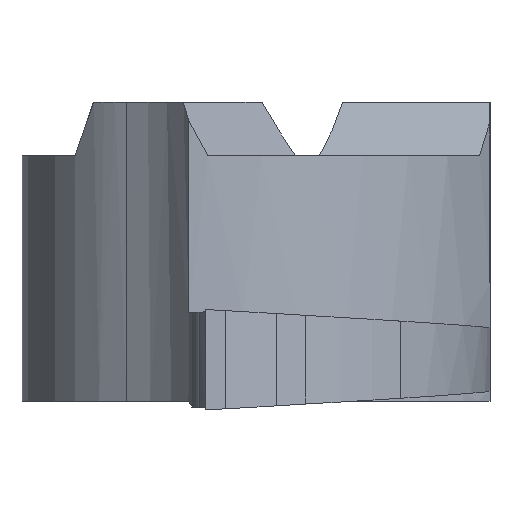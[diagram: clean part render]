
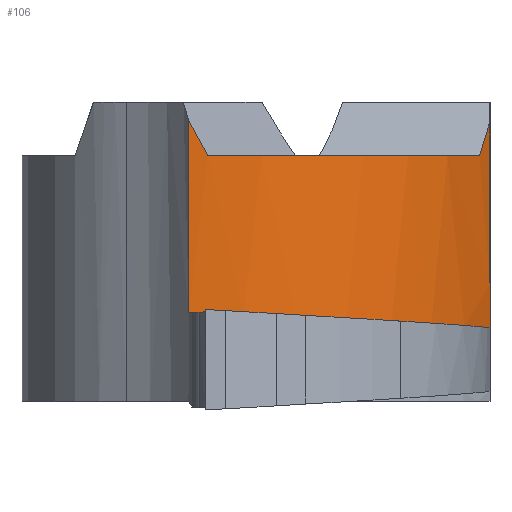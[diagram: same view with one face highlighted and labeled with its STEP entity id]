
A CAD part, left-side view. The second image highlights one B-rep face of the part: STEP entity #106.
In plain terms, the highlighted free-form (B-spline) face has degree [1, 3] with [2, 4] control points.
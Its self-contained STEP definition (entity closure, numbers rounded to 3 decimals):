
#65=(
BOUNDED_SURFACE()
B_SPLINE_SURFACE(1,3,((#1504,#1505,#1506,#1507),(#1508,#1509,#1510,#1511)),
 .UNSPECIFIED.,.F.,.F.,.F.)
B_SPLINE_SURFACE_WITH_KNOTS((2,2),(4,4),(0.,1.),(0.,1.),.UNSPECIFIED.)
GEOMETRIC_REPRESENTATION_ITEM()
RATIONAL_B_SPLINE_SURFACE(((1.,0.89,0.89,1.),
(1.,0.89,0.89,1.)))
REPRESENTATION_ITEM('')
SURFACE()
);
#106=ADVANCED_FACE('',(#164),#65,.F.);
#164=FACE_OUTER_BOUND('',#208,.T.);
#208=EDGE_LOOP('',(#504,#505,#506,#507,#508,#509,#510));
#504=ORIENTED_EDGE('',*,*,#682,.T.);
#505=ORIENTED_EDGE('',*,*,#676,.F.);
#506=ORIENTED_EDGE('',*,*,#672,.F.);
#507=ORIENTED_EDGE('',*,*,#728,.T.);
#508=ORIENTED_EDGE('',*,*,#729,.T.);
#509=ORIENTED_EDGE('',*,*,#688,.T.);
#510=ORIENTED_EDGE('',*,*,#715,.T.);
#589=VERTEX_POINT('',#1304);
#590=VERTEX_POINT('',#1306);
#591=VERTEX_POINT('',#1334);
#596=VERTEX_POINT('',#1355);
#597=VERTEX_POINT('',#1368);
#598=VERTEX_POINT('',#1369);
#616=VERTEX_POINT('',#1474);
#672=EDGE_CURVE('',#589,#590,#766,.T.);
#676=EDGE_CURVE('',#590,#591,#801,.T.);
#682=EDGE_CURVE('',#596,#591,#802,.T.);
#688=EDGE_CURVE('',#597,#598,#803,.T.);
#715=EDGE_CURVE('',#598,#596,#804,.T.);
#728=EDGE_CURVE('',#589,#616,#807,.T.);
#729=EDGE_CURVE('',#616,#597,#808,.T.);
#766=CIRCLE('',#874,5.);
#801=B_SPLINE_CURVE_WITH_KNOTS('',3,(#1322,#1323,#1324,#1325,#1326,#1327,
#1328,#1329,#1330,#1331,#1332,#1333),.UNSPECIFIED.,.F.,.F.,(4,2,2,2,2,4),
(0.,0.218,0.435,0.653,0.874,
1.),.UNSPECIFIED.);
#802=B_SPLINE_CURVE_WITH_KNOTS('',3,(#1351,#1352,#1353,#1354),
 .UNSPECIFIED.,.F.,.F.,(4,4),(0.,1.),.UNSPECIFIED.);
#803=B_SPLINE_CURVE_WITH_KNOTS('',3,(#1364,#1365,#1366,#1367),
 .UNSPECIFIED.,.F.,.F.,(4,4),(0.,1.),.UNSPECIFIED.);
#804=B_SPLINE_CURVE_WITH_KNOTS('',3,(#1437,#1438,#1439,#1440),
 .UNSPECIFIED.,.F.,.F.,(4,4),(0.,1.),.UNSPECIFIED.);
#807=B_SPLINE_CURVE_WITH_KNOTS('',3,(#1475,#1476,#1477,#1478),
 .UNSPECIFIED.,.F.,.F.,(4,4),(0.,1.),.UNSPECIFIED.);
#808=B_SPLINE_CURVE_WITH_KNOTS('',3,(#1480,#1481,#1482,#1483,#1484,#1485,
#1486,#1487,#1488,#1489),.UNSPECIFIED.,.F.,.F.,(4,2,2,2,4),(0.,0.28,
0.56,0.84,1.),.UNSPECIFIED.);
#874=AXIS2_PLACEMENT_3D('',#1305,#981,#982);
#981=DIRECTION('',(0.,0.052,-0.999));
#982=DIRECTION('',(0.,0.999,0.052));
#1304=CARTESIAN_POINT('',(-0.662,-3.497,-2.578));
#1305=CARTESIAN_POINT('',(1.288,1.101,-2.337));
#1306=CARTESIAN_POINT('',(-3.711,1.002,-2.342));
#1322=CARTESIAN_POINT('',(-3.711,1.002,-2.342));
#1323=CARTESIAN_POINT('',(-3.711,1.002,-2.133));
#1324=CARTESIAN_POINT('',(-3.71,1.003,-1.925));
#1325=CARTESIAN_POINT('',(-3.709,1.004,-1.508));
#1326=CARTESIAN_POINT('',(-3.709,1.004,-1.3));
#1327=CARTESIAN_POINT('',(-3.708,1.005,-0.883));
#1328=CARTESIAN_POINT('',(-3.707,1.005,-0.675));
#1329=CARTESIAN_POINT('',(-3.706,1.006,-0.256));
#1330=CARTESIAN_POINT('',(-3.705,1.006,-0.045));
#1331=CARTESIAN_POINT('',(-3.704,1.007,0.287));
#1332=CARTESIAN_POINT('',(-3.704,1.007,0.408));
#1333=CARTESIAN_POINT('',(-3.704,1.007,0.529));
#1334=CARTESIAN_POINT('',(-3.704,1.007,0.529));
#1351=CARTESIAN_POINT('',(-3.698,0.719,0.));
#1352=CARTESIAN_POINT('',(-3.704,0.817,0.175));
#1353=CARTESIAN_POINT('',(-3.705,0.912,0.352));
#1354=CARTESIAN_POINT('',(-3.704,1.007,0.529));
#1355=CARTESIAN_POINT('',(-3.698,0.719,0.));
#1364=CARTESIAN_POINT('',(-0.999,-3.49,0.489));
#1365=CARTESIAN_POINT('',(-1.075,-3.442,0.325));
#1366=CARTESIAN_POINT('',(-1.151,-3.393,0.162));
#1367=CARTESIAN_POINT('',(-1.226,-3.34,0.));
#1368=CARTESIAN_POINT('',(-0.999,-3.49,0.489));
#1369=CARTESIAN_POINT('',(-1.226,-3.34,0.));
#1437=CARTESIAN_POINT('',(-1.226,-3.34,0.));
#1438=CARTESIAN_POINT('',(-2.666,-2.501,0.));
#1439=CARTESIAN_POINT('',(-3.612,-0.945,0.));
#1440=CARTESIAN_POINT('',(-3.698,0.719,0.));
#1474=CARTESIAN_POINT('',(-0.736,-3.497,-1.917));
#1475=CARTESIAN_POINT('',(-0.662,-3.497,-2.578));
#1476=CARTESIAN_POINT('',(-0.687,-3.497,-2.357));
#1477=CARTESIAN_POINT('',(-0.712,-3.497,-2.137));
#1478=CARTESIAN_POINT('',(-0.736,-3.497,-1.917));
#1480=CARTESIAN_POINT('',(-0.736,-3.497,-1.917));
#1481=CARTESIAN_POINT('',(-0.761,-3.497,-1.692));
#1482=CARTESIAN_POINT('',(-0.785,-3.497,-1.468));
#1483=CARTESIAN_POINT('',(-0.835,-3.496,-1.019));
#1484=CARTESIAN_POINT('',(-0.859,-3.495,-0.794));
#1485=CARTESIAN_POINT('',(-0.908,-3.494,-0.345));
#1486=CARTESIAN_POINT('',(-0.933,-3.493,-0.12));
#1487=CARTESIAN_POINT('',(-0.971,-3.491,0.232));
#1488=CARTESIAN_POINT('',(-0.985,-3.491,0.36));
#1489=CARTESIAN_POINT('',(-0.999,-3.49,0.489));
#1504=CARTESIAN_POINT('',(-0.775,-3.599,0.501));
#1505=CARTESIAN_POINT('',(-2.648,-2.75,0.546));
#1506=CARTESIAN_POINT('',(-3.744,-1.012,0.637));
#1507=CARTESIAN_POINT('',(-3.703,1.041,0.744));
#1508=CARTESIAN_POINT('',(-0.63,-3.51,-2.578));
#1509=CARTESIAN_POINT('',(-2.533,-2.721,-2.537));
#1510=CARTESIAN_POINT('',(-3.687,-1.016,-2.448));
#1511=CARTESIAN_POINT('',(-3.712,1.042,-2.34));
